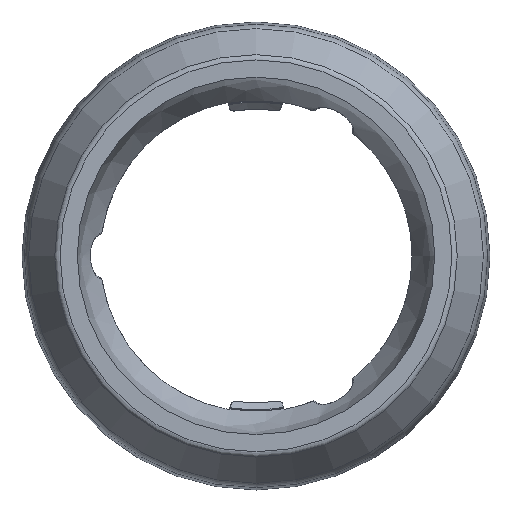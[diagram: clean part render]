
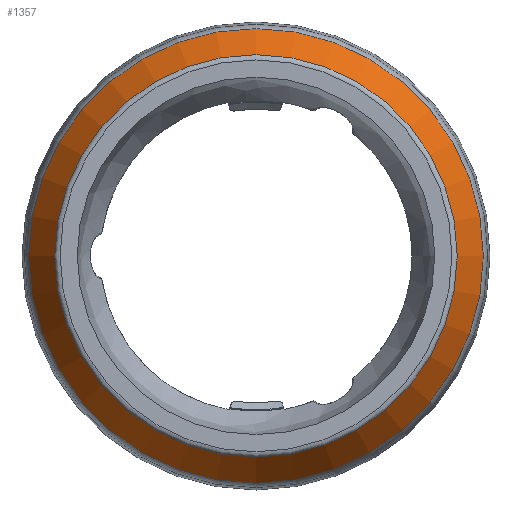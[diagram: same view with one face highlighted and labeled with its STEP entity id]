
A CAD part, top view. The second image highlights one B-rep face of the part: STEP entity #1357.
In plain terms, the highlighted conical face has half-angle 31.535 degrees and reference radius 20.738 mm.
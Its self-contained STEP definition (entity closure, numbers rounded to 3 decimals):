
#131=LINE('',#3362,#171);
#171=VECTOR('',#1879,20.738);
#277=FACE_OUTER_BOUND('',#378,.T.);
#378=EDGE_LOOP('',(#1247,#1248,#1249,#1250));
#533=CIRCLE('',#1516,19.476);
#535=CIRCLE('',#1519,22.);
#665=VERTEX_POINT('',#3356);
#666=VERTEX_POINT('',#3360);
#859=EDGE_CURVE('',#665,#665,#533,.T.);
#861=EDGE_CURVE('',#666,#666,#535,.T.);
#862=EDGE_CURVE('',#666,#665,#131,.T.);
#1247=ORIENTED_EDGE('',*,*,#861,.F.);
#1248=ORIENTED_EDGE('',*,*,#862,.T.);
#1249=ORIENTED_EDGE('',*,*,#859,.T.);
#1250=ORIENTED_EDGE('',*,*,#862,.F.);
#1274=CONICAL_SURFACE('',#1518,20.738,0.55);
#1357=ADVANCED_FACE('',(#277),#1274,.T.);
#1516=AXIS2_PLACEMENT_3D('',#3357,#1871,#1872);
#1518=AXIS2_PLACEMENT_3D('',#3359,#1875,#1876);
#1519=AXIS2_PLACEMENT_3D('',#3361,#1877,#1878);
#1871=DIRECTION('center_axis',(0.,0.,
-1.));
#1872=DIRECTION('ref_axis',(1.,0.,0.));
#1875=DIRECTION('center_axis',(0.,0.,
-1.));
#1876=DIRECTION('ref_axis',(-1.,0.,0.));
#1877=DIRECTION('center_axis',(0.,0.,
-1.));
#1878=DIRECTION('ref_axis',(1.,0.,0.));
#1879=DIRECTION('',(-0.523,0.,0.852));
#3356=CARTESIAN_POINT('',(49.2,-77.007,26.114));
#3357=CARTESIAN_POINT('Origin',(29.724,-77.007,26.114));
#3359=CARTESIAN_POINT('Origin',(29.724,-77.007,24.057));
#3360=CARTESIAN_POINT('',(51.724,-77.007,22.));
#3361=CARTESIAN_POINT('Origin',(29.724,-77.007,22.));
#3362=CARTESIAN_POINT('',(50.462,-77.007,24.057));
